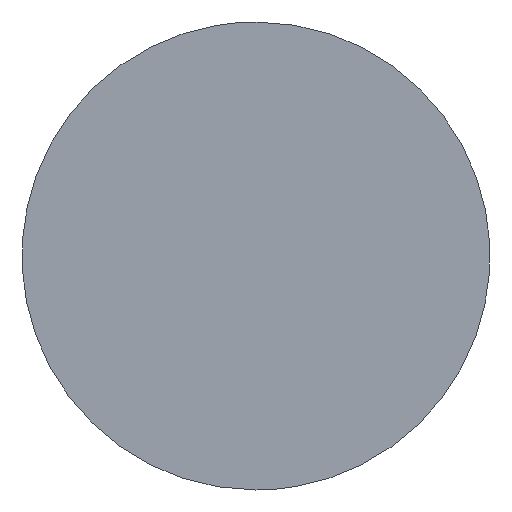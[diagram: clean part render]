
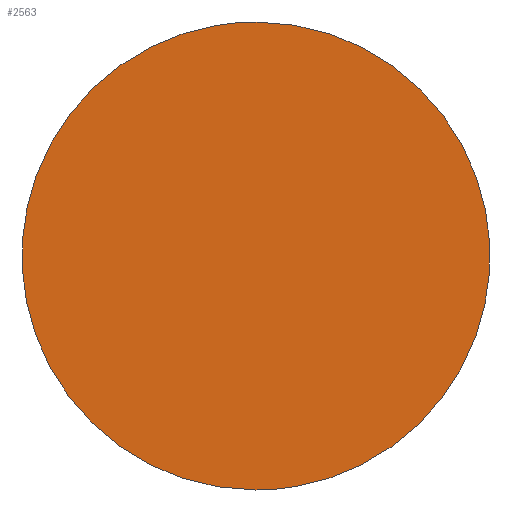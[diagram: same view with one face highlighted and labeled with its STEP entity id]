
A CAD part, front view. The second image highlights one B-rep face of the part: STEP entity #2563.
In plain terms, the highlighted free-form (B-spline) face has degree [1, 1] with [2, 2] control points.
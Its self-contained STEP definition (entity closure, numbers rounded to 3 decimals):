
#2513 = EDGE_CURVE('',#2514,#2516,#2518,.T.);
#2514 = VERTEX_POINT('',#2515);
#2515 = CARTESIAN_POINT('',(0.,-249.89,170.792));
#2516 = VERTEX_POINT('',#2517);
#2517 = CARTESIAN_POINT('',(0.,-249.89,
    -170.792));
#2518 = ( BOUNDED_CURVE() B_SPLINE_CURVE(2,(#2519,#2520,#2521,#2522,
#2523),.UNSPECIFIED.,.F.,.F.) B_SPLINE_CURVE_WITH_KNOTS((3,2,3),(0.,
1.571,3.142),.PIECEWISE_BEZIER_KNOTS.) CURVE() 
GEOMETRIC_REPRESENTATION_ITEM() RATIONAL_B_SPLINE_CURVE((1.,
0.707,1.,0.707,1.)) REPRESENTATION_ITEM('') );
#2519 = CARTESIAN_POINT('',(0.,-249.89,170.792));
#2520 = CARTESIAN_POINT('',(170.792,-249.89,
    170.792));
#2521 = CARTESIAN_POINT('',(170.792,-249.89,
    0.));
#2522 = CARTESIAN_POINT('',(170.792,-249.89,
    -170.792));
#2523 = CARTESIAN_POINT('',(0.,-249.89,
    -170.792));
#2563 = ADVANCED_FACE('',(#2564),#2575,.F.);
#2564 = FACE_BOUND('',#2565,.T.);
#2565 = EDGE_LOOP('',(#2566,#2567));
#2566 = ORIENTED_EDGE('',*,*,#2513,.F.);
#2567 = ORIENTED_EDGE('',*,*,#2568,.F.);
#2568 = EDGE_CURVE('',#2516,#2514,#2569,.T.);
#2569 = ( BOUNDED_CURVE() B_SPLINE_CURVE(2,(#2570,#2571,#2572,#2573,
#2574),.UNSPECIFIED.,.F.,.F.) B_SPLINE_CURVE_WITH_KNOTS((3,2,3),(
    3.142,4.712,6.283),
.PIECEWISE_BEZIER_KNOTS.) CURVE() GEOMETRIC_REPRESENTATION_ITEM() 
RATIONAL_B_SPLINE_CURVE((1.,0.707,1.,0.707,1.)) 
REPRESENTATION_ITEM('') );
#2570 = CARTESIAN_POINT('',(0.,-249.89,
    -170.792));
#2571 = CARTESIAN_POINT('',(-170.792,-249.89,
    -170.792));
#2572 = CARTESIAN_POINT('',(-170.792,-249.89,
    0.));
#2573 = CARTESIAN_POINT('',(-170.792,-249.89,
    170.792));
#2574 = CARTESIAN_POINT('',(0.,-249.89,
    170.792));
#2575 = B_SPLINE_SURFACE_WITH_KNOTS('',1,1,(
    (#2576,#2577)
    ,(#2578,#2579
    )),.UNSPECIFIED.,.F.,.F.,.F.,(2,2),(2,2),(-153.097,
    153.097),(-153.097,153.097),
  .PIECEWISE_BEZIER_KNOTS.);
#2576 = CARTESIAN_POINT('',(-170.792,-249.89,
    -170.792));
#2577 = CARTESIAN_POINT('',(170.792,-249.89,
    -170.792));
#2578 = CARTESIAN_POINT('',(-170.792,-249.89,
    170.792));
#2579 = CARTESIAN_POINT('',(170.792,-249.89,
    170.792));
